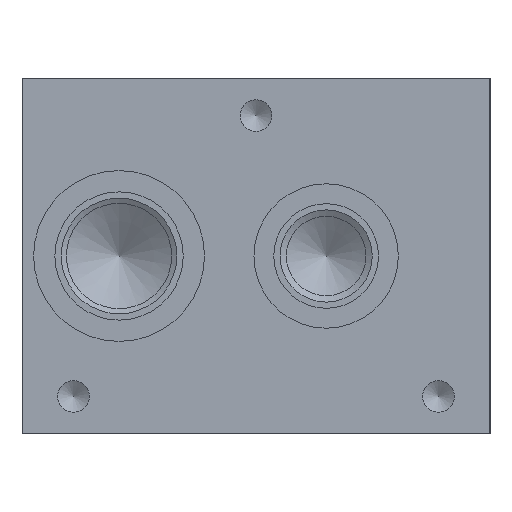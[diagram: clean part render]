
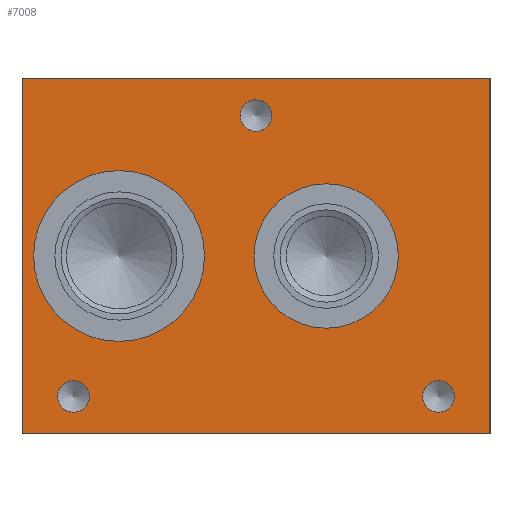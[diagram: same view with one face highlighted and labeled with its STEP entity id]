
A CAD part, left-side view. The second image highlights one B-rep face of the part: STEP entity #7008.
In plain terms, the highlighted planar face has unit normal (-1, 0, 0).
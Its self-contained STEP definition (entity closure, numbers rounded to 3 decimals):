
#6237=CARTESIAN_POINT('',(0.0,141.3,18.059));
#6238=VERTEX_POINT('',#6237);
#6239=CARTESIAN_POINT('',(0.0,141.3,12.7));
#6240=DIRECTION('',(1.0,0.0,0.0));
#6241=DIRECTION('',(0.0,0.0,1.0));
#6242=AXIS2_PLACEMENT_3D('',#6239,#6240,#6241);
#6243=CIRCLE('',#6242,5.359);
#6244=EDGE_CURVE('',#6238,#6238,#6243,.T.);
#6274=CARTESIAN_POINT('',(0.0,17.475,18.059));
#6275=VERTEX_POINT('',#6274);
#6276=CARTESIAN_POINT('',(0.0,17.475,12.7));
#6277=DIRECTION('',(1.0,0.0,0.0));
#6278=DIRECTION('',(0.0,0.0,1.0));
#6279=AXIS2_PLACEMENT_3D('',#6276,#6277,#6278);
#6280=CIRCLE('',#6279,5.359);
#6281=EDGE_CURVE('',#6275,#6275,#6280,.T.);
#6311=CARTESIAN_POINT('',(0.0,79.375,113.309));
#6312=VERTEX_POINT('',#6311);
#6313=CARTESIAN_POINT('',(0.0,79.375,107.95));
#6314=DIRECTION('',(1.0,0.0,0.0));
#6315=DIRECTION('',(0.0,0.0,1.0));
#6316=AXIS2_PLACEMENT_3D('',#6313,#6314,#6315);
#6317=CIRCLE('',#6316,5.359);
#6318=EDGE_CURVE('',#6312,#6312,#6317,.T.);
#6625=CARTESIAN_POINT('',(0.0,55.575,84.811));
#6626=VERTEX_POINT('',#6625);
#6627=CARTESIAN_POINT('',(0.0,55.575,60.325));
#6628=DIRECTION('',(1.0,0.0,0.0));
#6629=DIRECTION('',(0.0,0.0,1.0));
#6630=AXIS2_PLACEMENT_3D('',#6627,#6628,#6629);
#6631=CIRCLE('',#6630,24.486);
#6632=EDGE_CURVE('',#6626,#6626,#6631,.T.);
#6939=CARTESIAN_POINT('',(0.0,125.832,89.306));
#6940=VERTEX_POINT('',#6939);
#6941=CARTESIAN_POINT('',(0.0,125.832,60.325));
#6942=DIRECTION('',(1.0,0.0,0.0));
#6943=DIRECTION('',(0.0,0.0,1.0));
#6944=AXIS2_PLACEMENT_3D('',#6941,#6942,#6943);
#6945=CIRCLE('',#6944,28.981);
#6946=EDGE_CURVE('',#6940,#6940,#6945,.T.);
#6954=CARTESIAN_POINT('',(0.0,0.0,0.0));
#6955=DIRECTION('',(-1.0,0.0,0.0));
#6956=DIRECTION('',(0.0,0.0,1.0));
#6957=AXIS2_PLACEMENT_3D('',#6954,#6955,#6956);
#6958=PLANE('',#6957);
#6959=CARTESIAN_POINT('',(0.0,0.0,120.65));
#6960=VERTEX_POINT('',#6959);
#6961=CARTESIAN_POINT('',(0.0,158.75,120.65));
#6962=VERTEX_POINT('',#6961);
#6963=CARTESIAN_POINT('',(0.0,0.0,120.65));
#6964=DIRECTION('',(0.0,1.0,0.0));
#6965=VECTOR('',#6964,158.75);
#6966=LINE('',#6963,#6965);
#6967=EDGE_CURVE('',#6960,#6962,#6966,.T.);
#6968=ORIENTED_EDGE('',*,*,#6967,.T.);
#6969=CARTESIAN_POINT('',(0.0,158.75,0.0));
#6970=VERTEX_POINT('',#6969);
#6971=CARTESIAN_POINT('',(0.0,158.75,0.0));
#6972=DIRECTION('',(0.0,0.0,1.0));
#6973=VECTOR('',#6972,120.65);
#6974=LINE('',#6971,#6973);
#6975=EDGE_CURVE('',#6970,#6962,#6974,.T.);
#6976=ORIENTED_EDGE('',*,*,#6975,.F.);
#6977=CARTESIAN_POINT('',(0.0,0.0,0.0));
#6978=VERTEX_POINT('',#6977);
#6979=CARTESIAN_POINT('',(0.0,158.75,0.0));
#6980=DIRECTION('',(0.0,-1.0,0.0));
#6981=VECTOR('',#6980,158.75);
#6982=LINE('',#6979,#6981);
#6983=EDGE_CURVE('',#6970,#6978,#6982,.T.);
#6984=ORIENTED_EDGE('',*,*,#6983,.T.);
#6985=CARTESIAN_POINT('',(0.0,0.0,0.0));
#6986=DIRECTION('',(0.0,0.0,1.0));
#6987=VECTOR('',#6986,120.65);
#6988=LINE('',#6985,#6987);
#6989=EDGE_CURVE('',#6978,#6960,#6988,.T.);
#6990=ORIENTED_EDGE('',*,*,#6989,.T.);
#6991=EDGE_LOOP('',(#6968,#6976,#6984,#6990));
#6992=FACE_OUTER_BOUND('',#6991,.T.);
#6993=ORIENTED_EDGE('',*,*,#6244,.T.);
#6994=EDGE_LOOP('',(#6993));
#6995=FACE_BOUND('',#6994,.T.);
#6996=ORIENTED_EDGE('',*,*,#6281,.T.);
#6997=EDGE_LOOP('',(#6996));
#6998=FACE_BOUND('',#6997,.T.);
#6999=ORIENTED_EDGE('',*,*,#6318,.T.);
#7000=EDGE_LOOP('',(#6999));
#7001=FACE_BOUND('',#7000,.T.);
#7002=ORIENTED_EDGE('',*,*,#6632,.T.);
#7003=EDGE_LOOP('',(#7002));
#7004=FACE_BOUND('',#7003,.T.);
#7005=ORIENTED_EDGE('',*,*,#6946,.T.);
#7006=EDGE_LOOP('',(#7005));
#7007=FACE_BOUND('',#7006,.T.);
#7008=ADVANCED_FACE('',(#6992,#6995,#6998,#7001,#7004,#7007),#6958,.T.);
